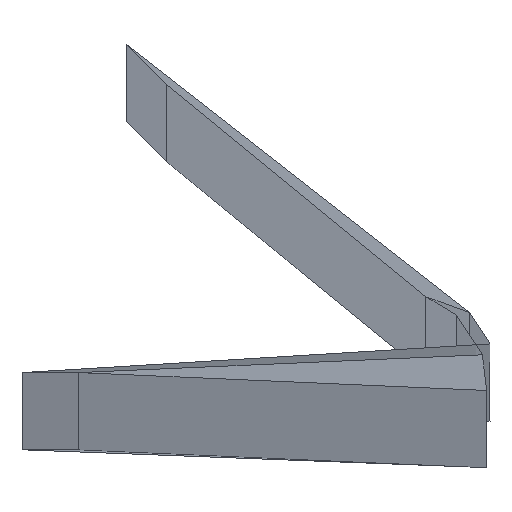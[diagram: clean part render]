
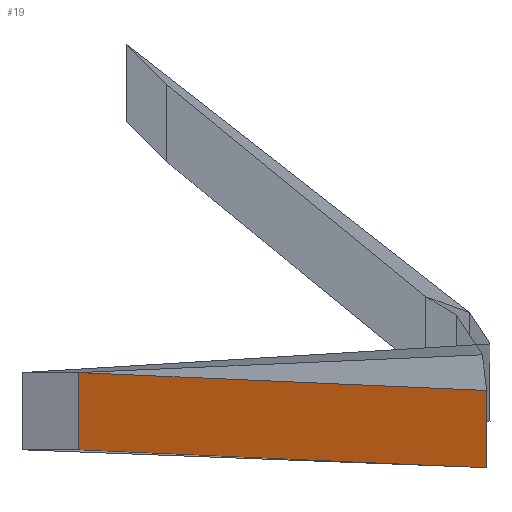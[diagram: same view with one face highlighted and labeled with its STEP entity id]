
A CAD part, top view. The second image highlights one B-rep face of the part: STEP entity #19.
In plain terms, the highlighted free-form (B-spline) face has degree [2, 1] with [9, 2] control points.
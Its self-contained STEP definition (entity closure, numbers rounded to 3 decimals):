
#19=ADVANCED_FACE('',(#31),#197,.T.);
#31=FACE_OUTER_BOUND('',#43,.T.);
#43=EDGE_LOOP('',(#55,#56,#57,#58));
#55=ORIENTED_EDGE('',*,*,#115,.T.);
#56=ORIENTED_EDGE('',*,*,#116,.T.);
#57=ORIENTED_EDGE('',*,*,#117,.F.);
#58=ORIENTED_EDGE('',*,*,#118,.F.);
#115=EDGE_CURVE('',#175,#176,#145,.T.);
#116=EDGE_CURVE('',#176,#177,#146,.T.);
#117=EDGE_CURVE('',#178,#177,#147,.T.);
#118=EDGE_CURVE('',#175,#178,#148,.T.);
#145=(
BOUNDED_CURVE()
B_SPLINE_CURVE(2,(#415,#416,#417,#418,#419,#420,#421,#422,#423),
 .UNSPECIFIED.,.F.,.F.)
B_SPLINE_CURVE_WITH_KNOTS((3,2,2,2,3),(-462.371,-450.572,
-428.11,-405.647,-392.595),.UNSPECIFIED.)
CURVE()
GEOMETRIC_REPRESENTATION_ITEM()
RATIONAL_B_SPLINE_CURVE((1.,0.916,1.,0.707,1.,0.707,
1.,0.898,1.))
REPRESENTATION_ITEM('')
);
#146=(
BOUNDED_CURVE()
B_SPLINE_CURVE(1,(#424,#425),.UNSPECIFIED.,.F.,.F.)
B_SPLINE_CURVE_WITH_KNOTS((2,2),(0.,2000.),.UNSPECIFIED.)
CURVE()
GEOMETRIC_REPRESENTATION_ITEM()
RATIONAL_B_SPLINE_CURVE((1.,1.))
REPRESENTATION_ITEM('')
);
#147=(
BOUNDED_CURVE()
B_SPLINE_CURVE(2,(#426,#427,#428,#429,#430,#431,#432,#433,#434),
 .UNSPECIFIED.,.F.,.F.)
B_SPLINE_CURVE_WITH_KNOTS((3,2,2,2,3),(-462.371,-450.572,
-428.11,-405.647,-392.595),.UNSPECIFIED.)
CURVE()
GEOMETRIC_REPRESENTATION_ITEM()
RATIONAL_B_SPLINE_CURVE((1.,0.916,1.,0.707,1.,0.707,
1.,0.898,1.))
REPRESENTATION_ITEM('')
);
#148=(
BOUNDED_CURVE()
B_SPLINE_CURVE(1,(#435,#436),.UNSPECIFIED.,.F.,.F.)
B_SPLINE_CURVE_WITH_KNOTS((2,2),(0.,2000.),.UNSPECIFIED.)
CURVE()
GEOMETRIC_REPRESENTATION_ITEM()
RATIONAL_B_SPLINE_CURVE((1.,1.))
REPRESENTATION_ITEM('')
);
#175=VERTEX_POINT('',#395);
#176=VERTEX_POINT('',#396);
#177=VERTEX_POINT('',#397);
#178=VERTEX_POINT('',#398);
#197=(
BOUNDED_SURFACE()
B_SPLINE_SURFACE(2,1,((#309,#310),(#311,#312),(#313,#314),(#315,#316),(#317,
#318),(#319,#320),(#321,#322),(#323,#324),(#325,#326)),.UNSPECIFIED.,.F.,
 .F.,.F.)
B_SPLINE_SURFACE_WITH_KNOTS((3,2,2,2,3),(2,2),(-462.371,-450.572,
-428.11,-405.647,-392.595),(0.,2000.),
 .UNSPECIFIED.)
GEOMETRIC_REPRESENTATION_ITEM()
RATIONAL_B_SPLINE_SURFACE(((1.,1.),(0.916,0.916),
(1.,1.),(0.707,0.707),(1.,1.),(0.707,
0.707),(1.,1.),(0.898,0.898),(1.,1.)))
REPRESENTATION_ITEM('')
SURFACE()
);
#309=CARTESIAN_POINT('',(9.702,10.505,0.));
#310=CARTESIAN_POINT('',(9.702,10.505,2000.));
#311=CARTESIAN_POINT('',(14.3,6.259,0.));
#312=CARTESIAN_POINT('',(14.3,6.259,2000.));
#313=CARTESIAN_POINT('',(14.3,0.,0.));
#314=CARTESIAN_POINT('',(14.3,0.,2000.));
#315=CARTESIAN_POINT('',(14.3,-14.3,0.));
#316=CARTESIAN_POINT('',(14.3,-14.3,2000.));
#317=CARTESIAN_POINT('',(0.,-14.3,0.));
#318=CARTESIAN_POINT('',(0.,-14.3,2000.));
#319=CARTESIAN_POINT('',(-14.3,-14.3,0.));
#320=CARTESIAN_POINT('',(-14.3,-14.3,2000.));
#321=CARTESIAN_POINT('',(-14.3,0.,0.));
#322=CARTESIAN_POINT('',(-14.3,0.,2000.));
#323=CARTESIAN_POINT('',(-14.3,7.02,0.));
#324=CARTESIAN_POINT('',(-14.3,7.02,2000.));
#325=CARTESIAN_POINT('',(-8.746,11.314,0.));
#326=CARTESIAN_POINT('',(-8.746,11.314,2000.));
#395=CARTESIAN_POINT('',(9.702,10.505,0.));
#396=CARTESIAN_POINT('',(-8.746,11.314,0.));
#397=CARTESIAN_POINT('',(-8.746,11.314,2000.));
#398=CARTESIAN_POINT('',(9.702,10.505,2000.));
#415=CARTESIAN_POINT('',(9.702,10.505,0.));
#416=CARTESIAN_POINT('',(14.3,6.259,0.));
#417=CARTESIAN_POINT('',(14.3,0.,0.));
#418=CARTESIAN_POINT('',(14.3,-14.3,0.));
#419=CARTESIAN_POINT('',(0.,-14.3,0.));
#420=CARTESIAN_POINT('',(-14.3,-14.3,0.));
#421=CARTESIAN_POINT('',(-14.3,0.,0.));
#422=CARTESIAN_POINT('',(-14.3,7.02,0.));
#423=CARTESIAN_POINT('',(-8.746,11.314,0.));
#424=CARTESIAN_POINT('',(-8.746,11.314,0.));
#425=CARTESIAN_POINT('',(-8.746,11.314,2000.));
#426=CARTESIAN_POINT('',(9.702,10.505,2000.));
#427=CARTESIAN_POINT('',(14.3,6.259,2000.));
#428=CARTESIAN_POINT('',(14.3,0.,2000.));
#429=CARTESIAN_POINT('',(14.3,-14.3,2000.));
#430=CARTESIAN_POINT('',(0.,-14.3,2000.));
#431=CARTESIAN_POINT('',(-14.3,-14.3,2000.));
#432=CARTESIAN_POINT('',(-14.3,0.,2000.));
#433=CARTESIAN_POINT('',(-14.3,7.02,2000.));
#434=CARTESIAN_POINT('',(-8.746,11.314,2000.));
#435=CARTESIAN_POINT('',(9.702,10.505,0.));
#436=CARTESIAN_POINT('',(9.702,10.505,2000.));
